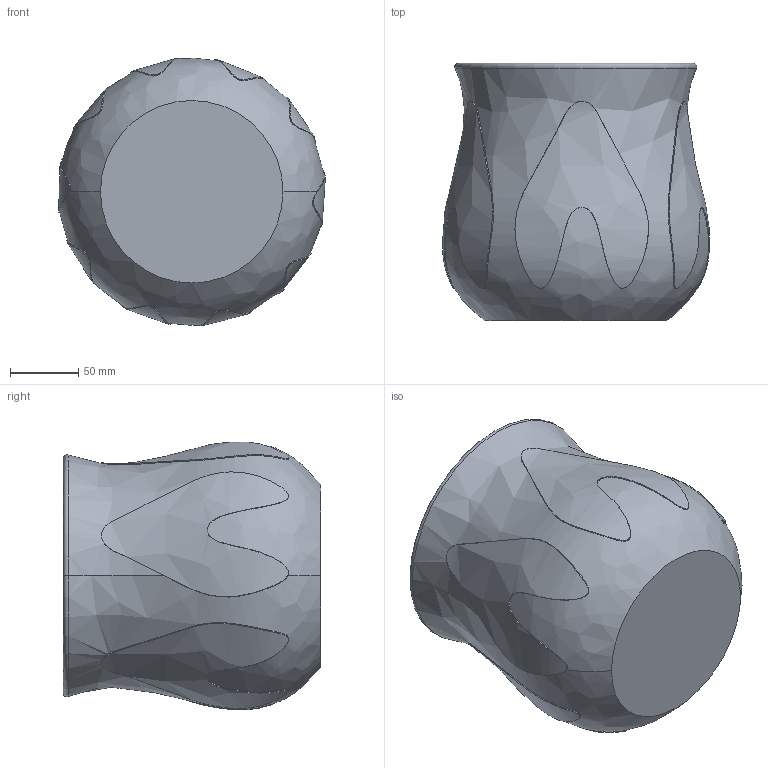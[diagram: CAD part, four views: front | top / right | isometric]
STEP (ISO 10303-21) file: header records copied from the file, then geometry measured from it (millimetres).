
FILE_DESCRIPTION (( 'STEP AP203' ), '1' );
FILE_NAME ('Part2.STEP', '2016-03-22T16:12:04', ( 'A' ), ( 'Microsoft' ), 'SwSTEP 2.0', 'SolidWorks 2016', '' );
FILE_SCHEMA (( 'CONFIG_CONTROL_DESIGN' ));
Length unit declared in the file: inch
Products named in the file (1): Part2
Bounding box: 195.18 x 188.22 x 195.84 mm (x, y, z)
Volume: 625761 mm3; surface area: 242987.4 mm2
Topology: 1 solids, 1 shells, 25 faces, 54 edges, 34 vertices
Faces by surface type: bspline 19, torus 4, plane 2
Entity records: 8746 total; most frequent: CARTESIAN_POINT 8253, ORIENTED_EDGE 108, EDGE_CURVE 54, DIRECTION 42, B_SPLINE_CURVE_WITH_KNOTS 40, VERTEX_POINT 34, EDGE_LOOP 28, ADVANCED_FACE 25
